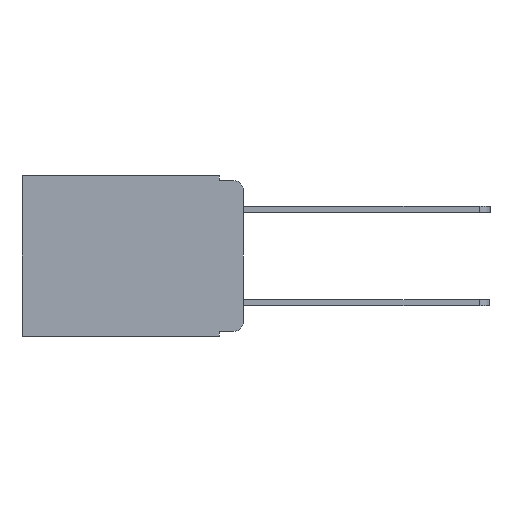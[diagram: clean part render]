
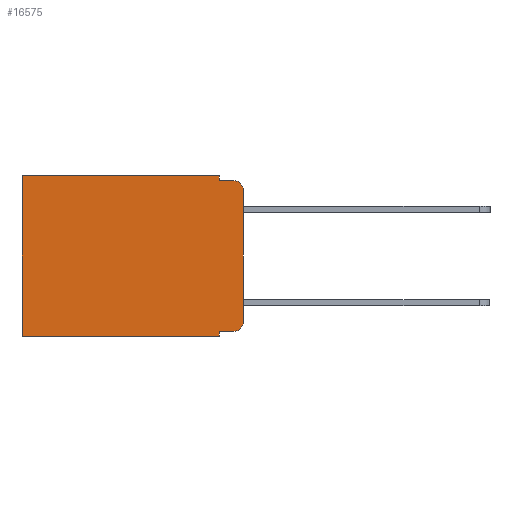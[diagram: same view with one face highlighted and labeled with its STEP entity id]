
A CAD part, left-side view. The second image highlights one B-rep face of the part: STEP entity #16575.
In plain terms, the highlighted planar face has unit normal (-1, 0, 0).
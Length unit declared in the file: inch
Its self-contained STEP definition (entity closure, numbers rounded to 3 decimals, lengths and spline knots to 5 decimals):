
#204 = CARTESIAN_POINT ( 'NONE',  ( 0.298, 0., -0.313 ) ) ;
#222 = CARTESIAN_POINT ( 'NONE',  ( 0.298, 0.051, -0.01 ) ) ;
#259 = ORIENTED_EDGE ( 'NONE', *, *, #4456, .F. ) ;
#352 = LINE ( 'NONE', #5685, #19938 ) ;
#534 = CARTESIAN_POINT ( 'NONE',  ( 0.298, 0.473, -0.343 ) ) ;
#3103 = EDGE_CURVE ( 'NONE', #11826, #8301, #25015, .T. ) ;
#3419 = VECTOR ( 'NONE', #22047, 39.37008 ) ;
#3798 = DIRECTION ( 'NONE',  ( 0., 0., -1. ) ) ;
#3871 = VECTOR ( 'NONE', #6297, 39.37008 ) ;
#4086 = VERTEX_POINT ( 'NONE', #534 ) ;
#4456 = EDGE_CURVE ( 'NONE', #13808, #8301, #5939, .T. ) ;
#4586 = LINE ( 'NONE', #18451, #19438 ) ;
#4737 = ORIENTED_EDGE ( 'NONE', *, *, #9230, .F. ) ;
#4914 = DIRECTION ( 'NONE',  ( 0., -1., 0. ) ) ;
#5685 = CARTESIAN_POINT ( 'NONE',  ( 0.298, 0.051, 0. ) ) ;
#5939 = LINE ( 'NONE', #22103, #3419 ) ;
#5942 = FACE_OUTER_BOUND ( 'NONE', #25072, .T. ) ;
#6117 = VERTEX_POINT ( 'NONE', #12926 ) ;
#6249 = PLANE ( 'NONE',  #21281 ) ;
#6268 = ORIENTED_EDGE ( 'NONE', *, *, #9093, .T. ) ;
#6297 = DIRECTION ( 'NONE',  ( 0., 0., -1. ) ) ;
#6744 = VERTEX_POINT ( 'NONE', #6783 ) ;
#6783 = CARTESIAN_POINT ( 'NONE',  ( 0.298, 0.02, -0.333 ) ) ;
#6825 = DIRECTION ( 'NONE',  ( -1., 0., 0. ) ) ;
#6828 = CARTESIAN_POINT ( 'NONE',  ( 0.298, 0.02, -0.03 ) ) ;
#7022 = CARTESIAN_POINT ( 'NONE',  ( 0.298, 0.051, 0. ) ) ;
#7451 = VECTOR ( 'NONE', #11832, 39.37008 ) ;
#7500 = ORIENTED_EDGE ( 'NONE', *, *, #14895, .T. ) ;
#8151 = CARTESIAN_POINT ( 'NONE',  ( 0.298, 0., 0. ) ) ;
#8232 = DIRECTION ( 'NONE',  ( 0., 0., -1. ) ) ;
#8301 = VERTEX_POINT ( 'NONE', #22464 ) ;
#8421 = EDGE_CURVE ( 'NONE', #11392, #13808, #14880, .T. ) ;
#8499 = AXIS2_PLACEMENT_3D ( 'NONE', #6828, #6825, #9573 ) ;
#9093 = EDGE_CURVE ( 'NONE', #6744, #11838, #23478, .T. ) ;
#9230 = EDGE_CURVE ( 'NONE', #21544, #23318, #352, .T. ) ;
#9573 = DIRECTION ( 'NONE',  ( 0., 0., -1. ) ) ;
#9715 = EDGE_CURVE ( 'NONE', #11826, #11838, #19916, .T. ) ;
#10474 = DIRECTION ( 'NONE',  ( 0., 0., -1. ) ) ;
#10871 = DIRECTION ( 'NONE',  ( 0., 0., -1. ) ) ;
#10947 = DIRECTION ( 'NONE',  ( -1., 0., 0. ) ) ;
#11392 = VERTEX_POINT ( 'NONE', #12705 ) ;
#11604 = CARTESIAN_POINT ( 'NONE',  ( 0.298, 0.473, 0. ) ) ;
#11826 = VERTEX_POINT ( 'NONE', #17790 ) ;
#11832 = DIRECTION ( 'NONE',  ( 0., 1., 0. ) ) ;
#11838 = VERTEX_POINT ( 'NONE', #204 ) ;
#12110 = DIRECTION ( 'NONE',  ( 0., 1., 0. ) ) ;
#12562 = CARTESIAN_POINT ( 'NONE',  ( 0.298, 0., 0. ) ) ;
#12705 = CARTESIAN_POINT ( 'NONE',  ( 0.298, 0.051, 0. ) ) ;
#12926 = CARTESIAN_POINT ( 'NONE',  ( 0.298, 0.473, 0. ) ) ;
#13262 = ORIENTED_EDGE ( 'NONE', *, *, #9715, .F. ) ;
#13560 = CARTESIAN_POINT ( 'NONE',  ( 0.298, 0.02, -0.313 ) ) ;
#13725 = EDGE_CURVE ( 'NONE', #23318, #4086, #18315, .T. ) ;
#13808 = VERTEX_POINT ( 'NONE', #222 ) ;
#14065 = DIRECTION ( 'NONE',  ( 0., 0., -1. ) ) ;
#14212 = VECTOR ( 'NONE', #14065, 39.37008 ) ;
#14849 = CARTESIAN_POINT ( 'NONE',  ( 0.298, 0.051, -0.333 ) ) ;
#14880 = LINE ( 'NONE', #7022, #3871 ) ;
#14895 = EDGE_CURVE ( 'NONE', #6117, #4086, #21238, .T. ) ;
#14956 = VECTOR ( 'NONE', #3798, 39.37008 ) ;
#15047 = VECTOR ( 'NONE', #12110, 39.37008 ) ;
#15642 = LINE ( 'NONE', #17826, #15047 ) ;
#16005 = ORIENTED_EDGE ( 'NONE', *, *, #13725, .F. ) ;
#16560 = ORIENTED_EDGE ( 'NONE', *, *, #3103, .T. ) ;
#16575 = ADVANCED_FACE ( 'NONE', ( #5942 ), #6249, .F. ) ;
#16602 = EDGE_CURVE ( 'NONE', #11392, #6117, #15642, .T. ) ;
#16829 = ORIENTED_EDGE ( 'NONE', *, *, #8421, .F. ) ;
#17790 = CARTESIAN_POINT ( 'NONE',  ( 0.298, 0., -0.03 ) ) ;
#17826 = CARTESIAN_POINT ( 'NONE',  ( 0.298, 0., 0. ) ) ;
#18315 = LINE ( 'NONE', #21385, #7451 ) ;
#18451 = CARTESIAN_POINT ( 'NONE',  ( 0.298, 0.051, -0.333 ) ) ;
#19438 = VECTOR ( 'NONE', #4914, 39.37008 ) ;
#19561 = EDGE_CURVE ( 'NONE', #21544, #6744, #4586, .T. ) ;
#19761 = DIRECTION ( 'NONE',  ( 1., 0., 0. ) ) ;
#19916 = LINE ( 'NONE', #12562, #14212 ) ;
#19938 = VECTOR ( 'NONE', #10474, 39.37008 ) ;
#21238 = LINE ( 'NONE', #11604, #14956 ) ;
#21281 = AXIS2_PLACEMENT_3D ( 'NONE', #8151, #19761, #8232 ) ;
#21385 = CARTESIAN_POINT ( 'NONE',  ( 0.298, 0., -0.343 ) ) ;
#21544 = VERTEX_POINT ( 'NONE', #14849 ) ;
#22047 = DIRECTION ( 'NONE',  ( 0., -1., 0. ) ) ;
#22103 = CARTESIAN_POINT ( 'NONE',  ( 0.298, 0.051, -0.01 ) ) ;
#22464 = CARTESIAN_POINT ( 'NONE',  ( 0.298, 0.02, -0.01 ) ) ;
#22546 = CARTESIAN_POINT ( 'NONE',  ( 0.298, 0.051, -0.343 ) ) ;
#23318 = VERTEX_POINT ( 'NONE', #22546 ) ;
#23352 = AXIS2_PLACEMENT_3D ( 'NONE', #13560, #10947, #10871 ) ;
#23478 = CIRCLE ( 'NONE', #23352, 0.02 ) ;
#24847 = ORIENTED_EDGE ( 'NONE', *, *, #16602, .T. ) ;
#24859 = ORIENTED_EDGE ( 'NONE', *, *, #19561, .T. ) ;
#25015 = CIRCLE ( 'NONE', #8499, 0.02 ) ;
#25072 = EDGE_LOOP ( 'NONE', ( #13262, #16560, #259, #16829, #24847, #7500, #16005, #4737, #24859, #6268 ) ) ;
